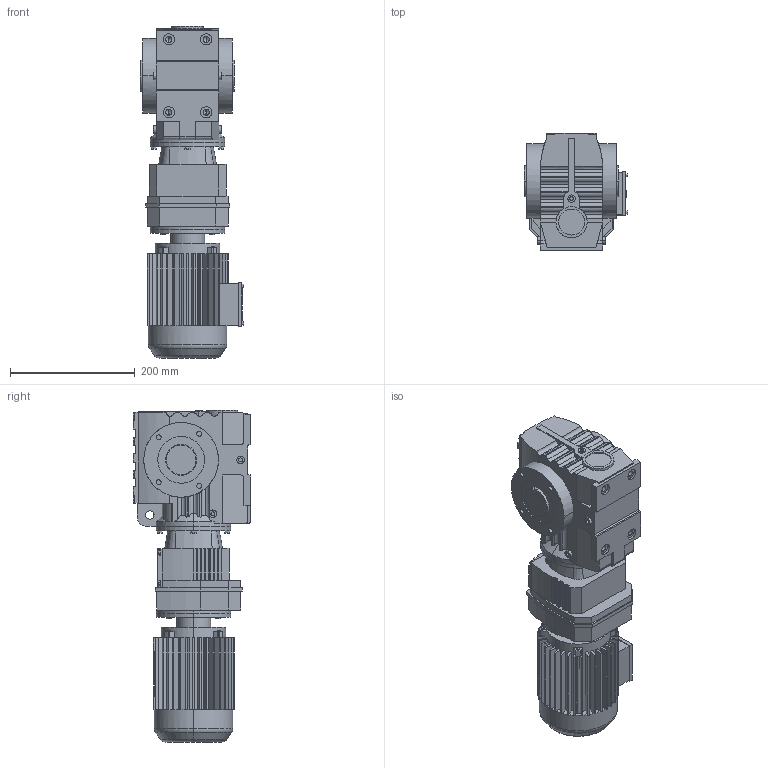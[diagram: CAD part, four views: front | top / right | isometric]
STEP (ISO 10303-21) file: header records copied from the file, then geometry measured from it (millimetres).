
FILE_DESCRIPTION(('Open CASCADE Model'),'2;1');
FILE_NAME('Open CASCADE Shape Model','2019-08-20T17:46:33',('Author'),( 'Open CASCADE'),'Open CASCADE STEP processor 6.3','Open CASCADE 6.3' ,'Unknown');
FILE_SCHEMA(('AUTOMOTIVE_DESIGN_CC2 { 1 2 10303 214 -1 1 5 4 }'));
Length unit declared in the file: millimetre
Products named in the file (5): 1_SA57R17-Y63M-30-A-W; SA47‵97_57.step; 萇儂_120_Y63M.step; R_57_17.step; す瑩諾陑粣S_57_30.step
Assembly tree (4 placements, depth 2):
  1_SA57R17-Y63M-30-A-W
    SA47‵97_57.step
    萇儂_120_Y63M.step
    R_57_17.step
    す瑩諾陑粣S_57_30.step
Bounding box: 165.75 x 189 x 533 mm (x, y, z)
Volume: 7494172 mm3; surface area: 564225 mm2
Topology: 4 solids, 4 shells, 1044 faces, 2768 edges, 1802 vertices
Faces by surface type: plane 710, cylinder 307, cone 23, torus 4
Entity records: 75604 total; most frequent: CARTESIAN_POINT 23081, DIRECTION 9042, ORIENTED_EDGE 5520, PCURVE 5520, DEFINITIONAL_REPRESENTATION 5520, LINE 5056, VECTOR 5056, EDGE_CURVE 2760
